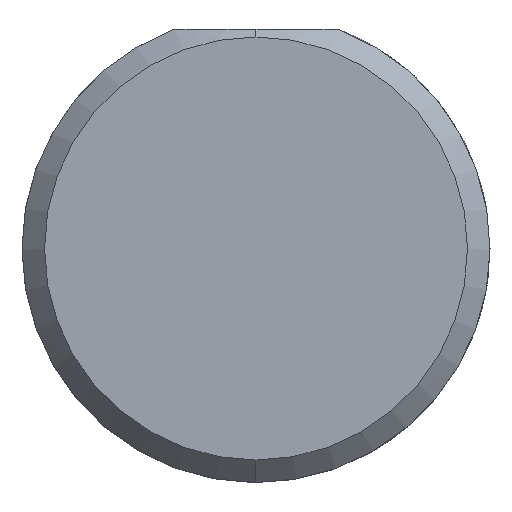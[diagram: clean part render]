
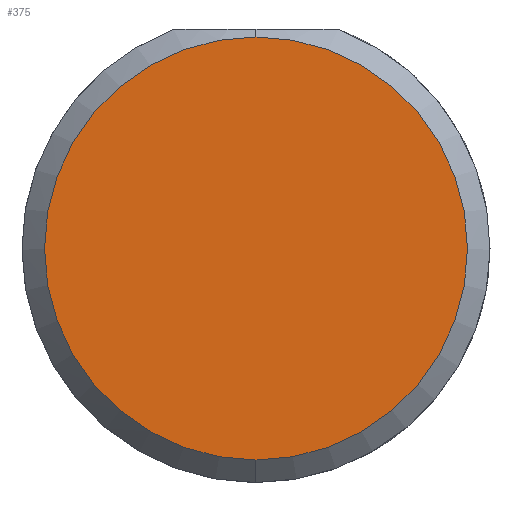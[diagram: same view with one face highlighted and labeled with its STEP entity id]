
A CAD part, left-side view. The second image highlights one B-rep face of the part: STEP entity #375.
In plain terms, the highlighted planar face has unit normal (-1, 0, 0).
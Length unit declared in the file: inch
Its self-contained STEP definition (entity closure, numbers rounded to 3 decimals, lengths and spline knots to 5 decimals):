
#34 = CARTESIAN_POINT ( 'NONE',  ( 0., 0., -0.1411 ) ) ;
#41 = PLANE ( 'NONE',  #1017 ) ;
#68 = CIRCLE ( 'NONE', #323, 0.1411 ) ;
#116 = CIRCLE ( 'NONE', #692, 0.1411 ) ;
#121 = CARTESIAN_POINT ( 'NONE',  ( 0., 0., 0. ) ) ;
#192 = DIRECTION ( 'NONE',  ( 0., 0., -1. ) ) ;
#278 = DIRECTION ( 'NONE',  ( -1., 0., 0. ) ) ;
#284 = CARTESIAN_POINT ( 'NONE',  ( 0., 0., 0. ) ) ;
#313 = EDGE_CURVE ( 'NONE', #595, #433, #116, .T. ) ;
#323 = AXIS2_PLACEMENT_3D ( 'NONE', #121, #278, #192 ) ;
#344 = EDGE_CURVE ( 'NONE', #433, #595, #68, .T. ) ;
#367 = FACE_OUTER_BOUND ( 'NONE', #756, .T. ) ;
#375 = ADVANCED_FACE ( 'NONE', ( #367 ), #41, .F. ) ;
#411 = CARTESIAN_POINT ( 'NONE',  ( 0., 0., 0. ) ) ;
#433 = VERTEX_POINT ( 'NONE', #34 ) ;
#493 = DIRECTION ( 'NONE',  ( 0., 0., -1. ) ) ;
#512 = DIRECTION ( 'NONE',  ( 1., 0., 0. ) ) ;
#515 = CARTESIAN_POINT ( 'NONE',  ( 0., 0., 0.1411 ) ) ;
#578 = ORIENTED_EDGE ( 'NONE', *, *, #344, .T. ) ;
#595 = VERTEX_POINT ( 'NONE', #515 ) ;
#663 = ORIENTED_EDGE ( 'NONE', *, *, #313, .T. ) ;
#692 = AXIS2_PLACEMENT_3D ( 'NONE', #411, #941, #493 ) ;
#756 = EDGE_LOOP ( 'NONE', ( #578, #663 ) ) ;
#941 = DIRECTION ( 'NONE',  ( -1., 0., 0. ) ) ;
#954 = DIRECTION ( 'NONE',  ( 0., 0., -1. ) ) ;
#1017 = AXIS2_PLACEMENT_3D ( 'NONE', #284, #512, #954 ) ;
